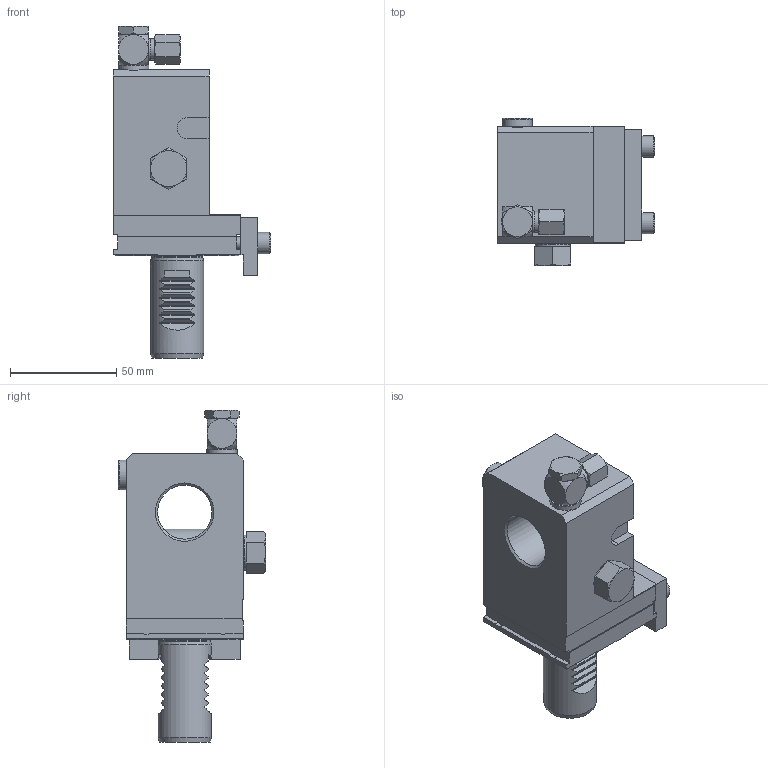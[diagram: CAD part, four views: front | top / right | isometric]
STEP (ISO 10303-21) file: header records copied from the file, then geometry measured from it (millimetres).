
FILE_DESCRIPTION(/* description */ (''),/* implementation_level */ '2;1');
FILE_NAME(/* name */ 'W1230025A.stp',/* time_stamp */ '2009-04-07T14:07:52+02:00',/* author */ (''),/* organization */ (''),/* preprocessor_version */ 'ST-DEVELOPER v11',/* originating_system */ 'UGS - NX 5.0',/* authorisation */ '');
FILE_SCHEMA (('AUTOMOTIVE_DESIGN { 1 0 10303 214 0 1 1 1 }'));
Length unit declared in the file: millimetre
Products named in the file (1): thum91ACihxd
Bounding box: 74 x 69.14 x 156 mm (x, y, z)
Volume: 248106.9 mm3; surface area: 38322.2 mm2
Topology: 1 solids, 1 shells, 542 faces, 1429 edges, 930 vertices
Faces by surface type: plane 299, extrusion 137, cylinder 47, cone 47, torus 7, sphere 5
Full cylindrical faces by diameter (mm): 6 x2, 6.6 x2, 10 x4, 13.3 x1, 14 x1, 14.5 x1, 15 x2, 16.5 x1, 24.1 x1, 25 x1, 25.4 x1
Entity records: 17493 total; most frequent: CARTESIAN_POINT 4766, ORIENTED_EDGE 2774, DIRECTION 2164, EDGE_CURVE 1387, VECTOR 962, VERTEX_POINT 918, LINE 825, EDGE_LOOP 621
